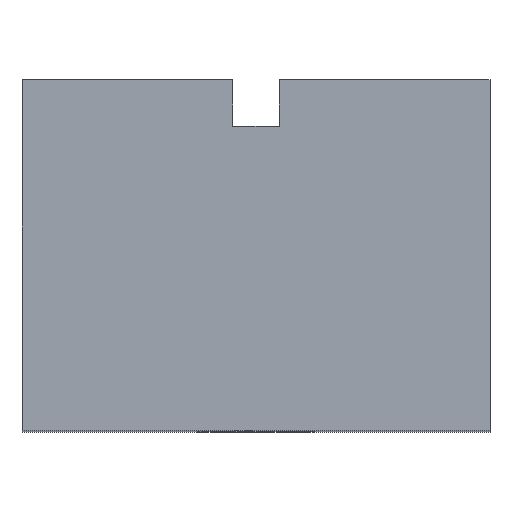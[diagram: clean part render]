
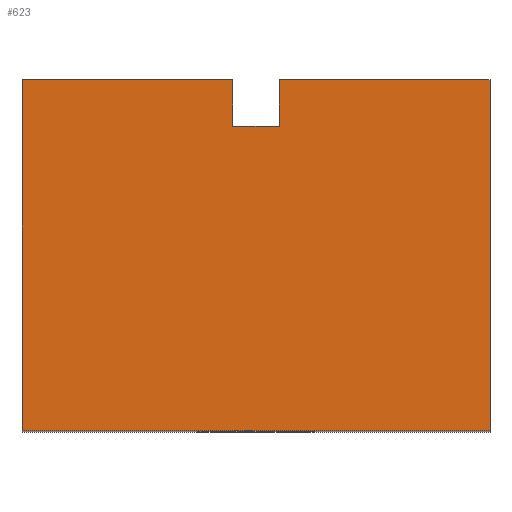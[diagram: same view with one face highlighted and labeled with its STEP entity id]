
A CAD part, top view. The second image highlights one B-rep face of the part: STEP entity #623.
In plain terms, the highlighted planar face has unit normal (0, 0, 1).
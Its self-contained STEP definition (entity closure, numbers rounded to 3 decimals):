
#1 = DIRECTION ( 'NONE',  ( 1., 0., 0. ) ) ;
#7 = ORIENTED_EDGE ( 'NONE', *, *, #335, .T. ) ;
#8 = VERTEX_POINT ( 'NONE', #79 ) ;
#20 = CARTESIAN_POINT ( 'NONE',  ( -1., 5.5, 22.5 ) ) ;
#46 = CARTESIAN_POINT ( 'NONE',  ( 10., -7.5, 22.5 ) ) ;
#47 = EDGE_CURVE ( 'NONE', #8, #657, #857, .T. ) ;
#58 = DIRECTION ( 'NONE',  ( 0., -1., 0. ) ) ;
#79 = CARTESIAN_POINT ( 'NONE',  ( 10., 7.5, 22.5 ) ) ;
#110 = LINE ( 'NONE', #175, #551 ) ;
#115 = DIRECTION ( 'NONE',  ( 0., 0., -1. ) ) ;
#126 = ORIENTED_EDGE ( 'NONE', *, *, #373, .T. ) ;
#132 = EDGE_CURVE ( 'NONE', #842, #195, #110, .T. ) ;
#175 = CARTESIAN_POINT ( 'NONE',  ( 1., 5.5, 22.5 ) ) ;
#180 = FACE_OUTER_BOUND ( 'NONE', #938, .T. ) ;
#195 = VERTEX_POINT ( 'NONE', #20 ) ;
#200 = VECTOR ( 'NONE', #1, 1000. ) ;
#203 = ORIENTED_EDGE ( 'NONE', *, *, #1001, .T. ) ;
#207 = VERTEX_POINT ( 'NONE', #570 ) ;
#210 = VECTOR ( 'NONE', #1003, 1000. ) ;
#211 = VECTOR ( 'NONE', #302, 1000. ) ;
#224 = VECTOR ( 'NONE', #957, 1000. ) ;
#228 = VERTEX_POINT ( 'NONE', #815 ) ;
#248 = DIRECTION ( 'NONE',  ( -1., 0., 0. ) ) ;
#263 = VECTOR ( 'NONE', #294, 1000. ) ;
#283 = VECTOR ( 'NONE', #58, 1000. ) ;
#289 = ORIENTED_EDGE ( 'NONE', *, *, #890, .T. ) ;
#294 = DIRECTION ( 'NONE',  ( -1., 0., 0. ) ) ;
#302 = DIRECTION ( 'NONE',  ( 0., -1., 0. ) ) ;
#306 = AXIS2_PLACEMENT_3D ( 'NONE', #568, #115, #248 ) ;
#311 = CARTESIAN_POINT ( 'NONE',  ( 1., 5.5, 22.5 ) ) ;
#321 = DIRECTION ( 'NONE',  ( -1., 0., 0. ) ) ;
#335 = EDGE_CURVE ( 'NONE', #758, #228, #470, .T. ) ;
#350 = LINE ( 'NONE', #524, #210 ) ;
#373 = EDGE_CURVE ( 'NONE', #195, #758, #350, .T. ) ;
#412 = CARTESIAN_POINT ( 'NONE',  ( 10., 7.5, 22.5 ) ) ;
#425 = LINE ( 'NONE', #529, #211 ) ;
#470 = LINE ( 'NONE', #690, #263 ) ;
#472 = EDGE_CURVE ( 'NONE', #657, #842, #866, .T. ) ;
#496 = ORIENTED_EDGE ( 'NONE', *, *, #472, .T. ) ;
#517 = VECTOR ( 'NONE', #955, 1000. ) ;
#522 = CARTESIAN_POINT ( 'NONE',  ( 1., 5.5, 22.5 ) ) ;
#524 = CARTESIAN_POINT ( 'NONE',  ( -1., 5.5, 22.5 ) ) ;
#529 = CARTESIAN_POINT ( 'NONE',  ( -10., 7.5, 22.5 ) ) ;
#551 = VECTOR ( 'NONE', #321, 1000. ) ;
#558 = CARTESIAN_POINT ( 'NONE',  ( 10., -7.5, 22.5 ) ) ;
#564 = LINE ( 'NONE', #558, #200 ) ;
#568 = CARTESIAN_POINT ( 'NONE',  ( 0., 0., 22.5 ) ) ;
#570 = CARTESIAN_POINT ( 'NONE',  ( -10., -7.5, 22.5 ) ) ;
#623 = ADVANCED_FACE ( 'NONE', ( #180 ), #794, .F. ) ;
#625 = CARTESIAN_POINT ( 'NONE',  ( 10., 7.5, 22.5 ) ) ;
#638 = EDGE_CURVE ( 'NONE', #207, #895, #564, .T. ) ;
#640 = ORIENTED_EDGE ( 'NONE', *, *, #132, .T. ) ;
#643 = ORIENTED_EDGE ( 'NONE', *, *, #638, .T. ) ;
#657 = VERTEX_POINT ( 'NONE', #739 ) ;
#673 = CARTESIAN_POINT ( 'NONE',  ( -1., 7.5, 22.5 ) ) ;
#690 = CARTESIAN_POINT ( 'NONE',  ( 10., 7.5, 22.5 ) ) ;
#739 = CARTESIAN_POINT ( 'NONE',  ( 1., 7.5, 22.5 ) ) ;
#758 = VERTEX_POINT ( 'NONE', #673 ) ;
#794 = PLANE ( 'NONE',  #306 ) ;
#815 = CARTESIAN_POINT ( 'NONE',  ( -10., 7.5, 22.5 ) ) ;
#842 = VERTEX_POINT ( 'NONE', #522 ) ;
#847 = ORIENTED_EDGE ( 'NONE', *, *, #47, .T. ) ;
#857 = LINE ( 'NONE', #412, #517 ) ;
#866 = LINE ( 'NONE', #311, #283 ) ;
#890 = EDGE_CURVE ( 'NONE', #228, #207, #425, .T. ) ;
#895 = VERTEX_POINT ( 'NONE', #46 ) ;
#938 = EDGE_LOOP ( 'NONE', ( #640, #126, #7, #289, #643, #203, #847, #496 ) ) ;
#955 = DIRECTION ( 'NONE',  ( -1., 0., 0. ) ) ;
#957 = DIRECTION ( 'NONE',  ( 0., 1., 0. ) ) ;
#993 = LINE ( 'NONE', #625, #224 ) ;
#1001 = EDGE_CURVE ( 'NONE', #895, #8, #993, .T. ) ;
#1003 = DIRECTION ( 'NONE',  ( 0., 1., 0. ) ) ;
